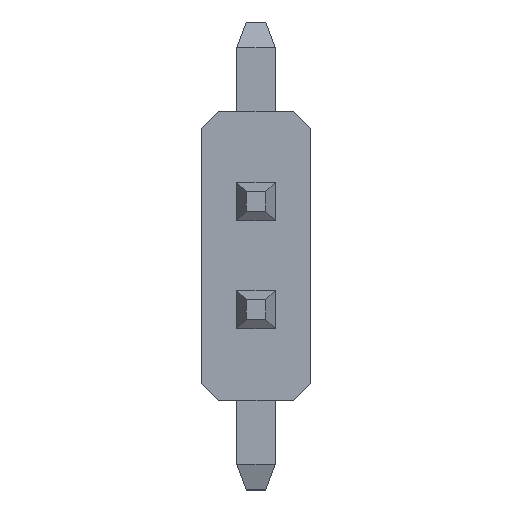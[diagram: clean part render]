
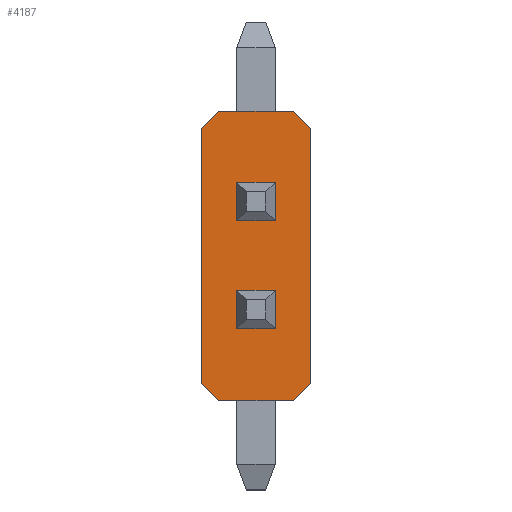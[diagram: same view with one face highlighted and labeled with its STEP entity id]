
A CAD part, top view. The second image highlights one B-rep face of the part: STEP entity #4187.
In plain terms, the highlighted planar face has unit normal (0, 0, 1).
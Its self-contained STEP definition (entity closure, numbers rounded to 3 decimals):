
#14 = VECTOR ( 'NONE', #2544, 1000. ) ;
#37 = EDGE_CURVE ( 'NONE', #3728, #2782, #5632, .T. ) ;
#49 = ORIENTED_EDGE ( 'NONE', *, *, #2385, .T. ) ;
#204 = DIRECTION ( 'NONE',  ( 0., 1., 0. ) ) ;
#296 = CARTESIAN_POINT ( 'NONE',  ( -0.435, -1.7, 1.5 ) ) ;
#380 = VECTOR ( 'NONE', #204, 1000. ) ;
#424 = CARTESIAN_POINT ( 'NONE',  ( 0.225, -0.41, 1.5 ) ) ;
#439 = FACE_OUTER_BOUND ( 'NONE', #3752, .T. ) ;
#455 = ORIENTED_EDGE ( 'NONE', *, *, #7502, .T. ) ;
#670 = VERTEX_POINT ( 'NONE', #974 ) ;
#726 = VERTEX_POINT ( 'NONE', #2272 ) ;
#777 = CARTESIAN_POINT ( 'NONE',  ( -0.225, 0.86, 1.5 ) ) ;
#837 = ORIENTED_EDGE ( 'NONE', *, *, #37, .F. ) ;
#894 = CARTESIAN_POINT ( 'NONE',  ( -0.225, -0.86, 1.5 ) ) ;
#912 = DIRECTION ( 'NONE',  ( -1., 0., 0. ) ) ;
#915 = VERTEX_POINT ( 'NONE', #3970 ) ;
#962 = ORIENTED_EDGE ( 'NONE', *, *, #1870, .F. ) ;
#974 = CARTESIAN_POINT ( 'NONE',  ( 0.225, -0.41, 1.5 ) ) ;
#1048 = DIRECTION ( 'NONE',  ( 1., 0., 0. ) ) ;
#1067 = EDGE_CURVE ( 'NONE', #726, #7249, #2338, .T. ) ;
#1192 = VECTOR ( 'NONE', #7840, 1000. ) ;
#1246 = VERTEX_POINT ( 'NONE', #6399 ) ;
#1274 = CARTESIAN_POINT ( 'NONE',  ( 0.435, 1.7, 1.5 ) ) ;
#1310 = VECTOR ( 'NONE', #1396, 1000. ) ;
#1322 = VECTOR ( 'NONE', #912, 1000. ) ;
#1372 = LINE ( 'NONE', #6628, #2836 ) ;
#1396 = DIRECTION ( 'NONE',  ( -1., 0., 0. ) ) ;
#1407 = EDGE_LOOP ( 'NONE', ( #2598, #6900, #8098, #4139 ) ) ;
#1485 = CARTESIAN_POINT ( 'NONE',  ( -0.635, -1.5, 1.5 ) ) ;
#1493 = VECTOR ( 'NONE', #1771, 1000. ) ;
#1595 = CARTESIAN_POINT ( 'NONE',  ( 1.067, -1.068, 1.5 ) ) ;
#1625 = VERTEX_POINT ( 'NONE', #8051 ) ;
#1687 = ORIENTED_EDGE ( 'NONE', *, *, #7380, .T. ) ;
#1724 = DIRECTION ( 'NONE',  ( -0.707, 0.707, 0. ) ) ;
#1771 = DIRECTION ( 'NONE',  ( -0.707, -0.707, 0. ) ) ;
#1807 = CARTESIAN_POINT ( 'NONE',  ( -0.635, 1.5, 1.5 ) ) ;
#1870 = EDGE_CURVE ( 'NONE', #2782, #1246, #6402, .T. ) ;
#2272 = CARTESIAN_POINT ( 'NONE',  ( -0.225, -0.41, 1.5 ) ) ;
#2318 = EDGE_CURVE ( 'NONE', #1246, #6298, #3416, .T. ) ;
#2327 = CARTESIAN_POINT ( 'NONE',  ( -1.067, 1.068, 1.5 ) ) ;
#2338 = LINE ( 'NONE', #4850, #6847 ) ;
#2385 = EDGE_CURVE ( 'NONE', #915, #4154, #6534, .T. ) ;
#2471 = FACE_BOUND ( 'NONE', #4127, .T. ) ;
#2513 = VECTOR ( 'NONE', #6692, 1000. ) ;
#2520 = CARTESIAN_POINT ( 'NONE',  ( -1.068, -1.067, 1.5 ) ) ;
#2544 = DIRECTION ( 'NONE',  ( 0., -1., 0. ) ) ;
#2598 = ORIENTED_EDGE ( 'NONE', *, *, #6519, .F. ) ;
#2782 = VERTEX_POINT ( 'NONE', #3552 ) ;
#2836 = VECTOR ( 'NONE', #7858, 1000. ) ;
#2864 = LINE ( 'NONE', #1595, #6379 ) ;
#2884 = CARTESIAN_POINT ( 'NONE',  ( -0.225, 0.41, 1.5 ) ) ;
#2960 = FACE_BOUND ( 'NONE', #1407, .T. ) ;
#3058 = LINE ( 'NONE', #424, #3647 ) ;
#3170 = DIRECTION ( 'NONE',  ( -1., 0., 0. ) ) ;
#3315 = CARTESIAN_POINT ( 'NONE',  ( 0.635, 1.7, 1.5 ) ) ;
#3393 = VECTOR ( 'NONE', #6974, 1000. ) ;
#3416 = LINE ( 'NONE', #777, #7999 ) ;
#3442 = LINE ( 'NONE', #3781, #14 ) ;
#3537 = VECTOR ( 'NONE', #6317, 1000. ) ;
#3552 = CARTESIAN_POINT ( 'NONE',  ( 0.225, 0.86, 1.5 ) ) ;
#3588 = CARTESIAN_POINT ( 'NONE',  ( 0., 0., 1.5 ) ) ;
#3647 = VECTOR ( 'NONE', #5359, 1000. ) ;
#3728 = VERTEX_POINT ( 'NONE', #3789 ) ;
#3730 = EDGE_CURVE ( 'NONE', #7582, #1625, #7187, .T. ) ;
#3752 = EDGE_LOOP ( 'NONE', ( #3955, #7200, #49, #6679, #4143, #1687, #455, #5418 ) ) ;
#3781 = CARTESIAN_POINT ( 'NONE',  ( -0.635, 1.7, 1.5 ) ) ;
#3789 = CARTESIAN_POINT ( 'NONE',  ( 0.225, 0.41, 1.5 ) ) ;
#3942 = CARTESIAN_POINT ( 'NONE',  ( 0.225, -0.86, 1.5 ) ) ;
#3955 = ORIENTED_EDGE ( 'NONE', *, *, #6146, .T. ) ;
#3970 = CARTESIAN_POINT ( 'NONE',  ( 0.635, -1.5, 1.5 ) ) ;
#4032 = VERTEX_POINT ( 'NONE', #296 ) ;
#4127 = EDGE_LOOP ( 'NONE', ( #962, #837, #7482, #4159 ) ) ;
#4139 = ORIENTED_EDGE ( 'NONE', *, *, #1067, .F. ) ;
#4143 = ORIENTED_EDGE ( 'NONE', *, *, #3730, .T. ) ;
#4154 = VERTEX_POINT ( 'NONE', #6591 ) ;
#4159 = ORIENTED_EDGE ( 'NONE', *, *, #2318, .F. ) ;
#4167 = EDGE_CURVE ( 'NONE', #4701, #915, #2864, .T. ) ;
#4187 = ADVANCED_FACE ( 'NONE', ( #439, #2471, #2960 ), #7177, .T. ) ;
#4276 = EDGE_CURVE ( 'NONE', #7169, #670, #3058, .T. ) ;
#4619 = LINE ( 'NONE', #7043, #1310 ) ;
#4701 = VERTEX_POINT ( 'NONE', #7063 ) ;
#4704 = LINE ( 'NONE', #2884, #1192 ) ;
#4850 = CARTESIAN_POINT ( 'NONE',  ( -0.225, -0.41, 1.5 ) ) ;
#4928 = VERTEX_POINT ( 'NONE', #1807 ) ;
#4930 = CARTESIAN_POINT ( 'NONE',  ( -0.635, 1.7, 1.5 ) ) ;
#5031 = LINE ( 'NONE', #6339, #3393 ) ;
#5127 = DIRECTION ( 'NONE',  ( 0., -1., 0. ) ) ;
#5303 = DIRECTION ( 'NONE',  ( 0.707, 0.707, 0. ) ) ;
#5354 = CARTESIAN_POINT ( 'NONE',  ( 1.068, 1.067, 1.5 ) ) ;
#5359 = DIRECTION ( 'NONE',  ( 0., 1., 0. ) ) ;
#5382 = DIRECTION ( 'NONE',  ( 0., 0., 1. ) ) ;
#5402 = CARTESIAN_POINT ( 'NONE',  ( 0.225, 0.86, 1.5 ) ) ;
#5418 = ORIENTED_EDGE ( 'NONE', *, *, #7587, .T. ) ;
#5474 = AXIS2_PLACEMENT_3D ( 'NONE', #3588, #5382, #1048 ) ;
#5521 = VECTOR ( 'NONE', #3170, 1000. ) ;
#5632 = LINE ( 'NONE', #5402, #2513 ) ;
#5938 = CARTESIAN_POINT ( 'NONE',  ( -0.225, 0.86, 1.5 ) ) ;
#6125 = DIRECTION ( 'NONE',  ( 0., -1., 0. ) ) ;
#6146 = EDGE_CURVE ( 'NONE', #4032, #4701, #5031, .T. ) ;
#6298 = VERTEX_POINT ( 'NONE', #7727 ) ;
#6317 = DIRECTION ( 'NONE',  ( 0.707, -0.707, 0. ) ) ;
#6329 = VERTEX_POINT ( 'NONE', #1485 ) ;
#6339 = CARTESIAN_POINT ( 'NONE',  ( -0.635, -1.7, 1.5 ) ) ;
#6379 = VECTOR ( 'NONE', #5303, 1000. ) ;
#6399 = CARTESIAN_POINT ( 'NONE',  ( -0.225, 0.86, 1.5 ) ) ;
#6402 = LINE ( 'NONE', #5938, #1322 ) ;
#6519 = EDGE_CURVE ( 'NONE', #670, #726, #4619, .T. ) ;
#6534 = LINE ( 'NONE', #3315, #380 ) ;
#6591 = CARTESIAN_POINT ( 'NONE',  ( 0.635, 1.5, 1.5 ) ) ;
#6628 = CARTESIAN_POINT ( 'NONE',  ( -0.225, -0.86, 1.5 ) ) ;
#6679 = ORIENTED_EDGE ( 'NONE', *, *, #6852, .T. ) ;
#6692 = DIRECTION ( 'NONE',  ( 0., 1., 0. ) ) ;
#6847 = VECTOR ( 'NONE', #6125, 1000. ) ;
#6852 = EDGE_CURVE ( 'NONE', #4154, #7582, #7456, .T. ) ;
#6900 = ORIENTED_EDGE ( 'NONE', *, *, #4276, .F. ) ;
#6974 = DIRECTION ( 'NONE',  ( 1., 0., 0. ) ) ;
#7043 = CARTESIAN_POINT ( 'NONE',  ( -0.225, -0.41, 1.5 ) ) ;
#7063 = CARTESIAN_POINT ( 'NONE',  ( 0.435, -1.7, 1.5 ) ) ;
#7134 = LINE ( 'NONE', #2327, #1493 ) ;
#7169 = VERTEX_POINT ( 'NONE', #3942 ) ;
#7177 = PLANE ( 'NONE',  #5474 ) ;
#7187 = LINE ( 'NONE', #4930, #5521 ) ;
#7200 = ORIENTED_EDGE ( 'NONE', *, *, #4167, .T. ) ;
#7249 = VERTEX_POINT ( 'NONE', #894 ) ;
#7296 = EDGE_CURVE ( 'NONE', #6298, #3728, #4704, .T. ) ;
#7326 = LINE ( 'NONE', #2520, #3537 ) ;
#7380 = EDGE_CURVE ( 'NONE', #1625, #4928, #7134, .T. ) ;
#7456 = LINE ( 'NONE', #5354, #7551 ) ;
#7482 = ORIENTED_EDGE ( 'NONE', *, *, #7296, .F. ) ;
#7502 = EDGE_CURVE ( 'NONE', #4928, #6329, #3442, .T. ) ;
#7551 = VECTOR ( 'NONE', #1724, 1000. ) ;
#7582 = VERTEX_POINT ( 'NONE', #1274 ) ;
#7587 = EDGE_CURVE ( 'NONE', #6329, #4032, #7326, .T. ) ;
#7727 = CARTESIAN_POINT ( 'NONE',  ( -0.225, 0.41, 1.5 ) ) ;
#7741 = EDGE_CURVE ( 'NONE', #7249, #7169, #1372, .T. ) ;
#7840 = DIRECTION ( 'NONE',  ( 1., 0., 0. ) ) ;
#7858 = DIRECTION ( 'NONE',  ( 1., 0., 0. ) ) ;
#7999 = VECTOR ( 'NONE', #5127, 1000. ) ;
#8051 = CARTESIAN_POINT ( 'NONE',  ( -0.435, 1.7, 1.5 ) ) ;
#8098 = ORIENTED_EDGE ( 'NONE', *, *, #7741, .F. ) ;
